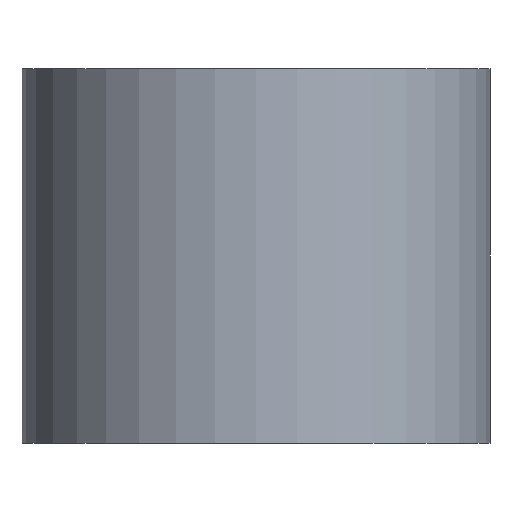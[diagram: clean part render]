
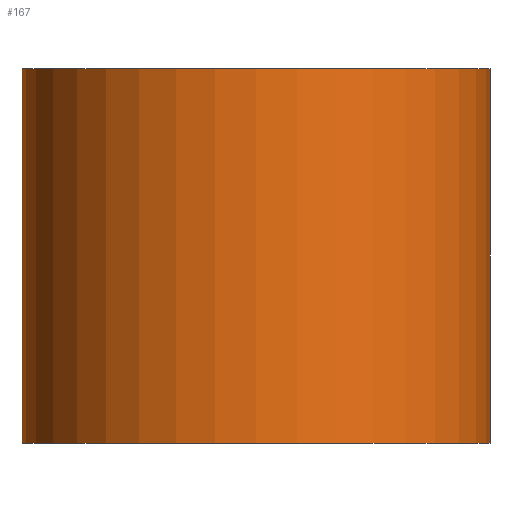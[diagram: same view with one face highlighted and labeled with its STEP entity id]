
A CAD part, front view. The second image highlights one B-rep face of the part: STEP entity #167.
In plain terms, the highlighted cylindrical face has radius 25 mm (diameter 50 mm), a partial arc.
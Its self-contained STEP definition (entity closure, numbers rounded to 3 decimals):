
#1 = DIRECTION ( 'NONE',  ( 0., 0., 1. ) ) ;
#19 = ORIENTED_EDGE ( 'NONE', *, *, #222, .F. ) ;
#27 = CARTESIAN_POINT ( 'NONE',  ( 25., 0., 40. ) ) ;
#28 = LINE ( 'NONE', #27, #212 ) ;
#39 = DIRECTION ( 'NONE',  ( 0., 0., 1. ) ) ;
#45 = AXIS2_PLACEMENT_3D ( 'NONE', #177, #39, #148 ) ;
#56 = CARTESIAN_POINT ( 'NONE',  ( 0., 0., 0. ) ) ;
#59 = CYLINDRICAL_SURFACE ( 'NONE', #45, 25. ) ;
#66 = DIRECTION ( 'NONE',  ( 1., 0., 0. ) ) ;
#69 = EDGE_CURVE ( 'NONE', #249, #141, #281, .T. ) ;
#72 = VERTEX_POINT ( 'NONE', #290 ) ;
#74 = FACE_OUTER_BOUND ( 'NONE', #125, .T. ) ;
#112 = DIRECTION ( 'NONE',  ( 0., 0., 1. ) ) ;
#120 = VERTEX_POINT ( 'NONE', #310 ) ;
#125 = EDGE_LOOP ( 'NONE', ( #19, #300, #139, #263 ) ) ;
#129 = LINE ( 'NONE', #327, #196 ) ;
#134 = AXIS2_PLACEMENT_3D ( 'NONE', #241, #233, #66 ) ;
#139 = ORIENTED_EDGE ( 'NONE', *, *, #248, .T. ) ;
#141 = VERTEX_POINT ( 'NONE', #308 ) ;
#148 = DIRECTION ( 'NONE',  ( 1., 0., 0. ) ) ;
#151 = CARTESIAN_POINT ( 'NONE',  ( -25., 0., 0. ) ) ;
#167 = ADVANCED_FACE ( 'NONE', ( #74 ), #59, .T. ) ;
#177 = CARTESIAN_POINT ( 'NONE',  ( 0., 0., 40. ) ) ;
#179 = AXIS2_PLACEMENT_3D ( 'NONE', #56, #112, #238 ) ;
#182 = DIRECTION ( 'NONE',  ( 0., 0., 1. ) ) ;
#196 = VECTOR ( 'NONE', #182, 1000. ) ;
#212 = VECTOR ( 'NONE', #1, 1000. ) ;
#222 = EDGE_CURVE ( 'NONE', #249, #72, #129, .T. ) ;
#233 = DIRECTION ( 'NONE',  ( 0., 0., 1. ) ) ;
#237 = CIRCLE ( 'NONE', #134, 25. ) ;
#238 = DIRECTION ( 'NONE',  ( 1., 0., 0. ) ) ;
#241 = CARTESIAN_POINT ( 'NONE',  ( 0., 0., 40. ) ) ;
#248 = EDGE_CURVE ( 'NONE', #141, #120, #28, .T. ) ;
#249 = VERTEX_POINT ( 'NONE', #151 ) ;
#263 = ORIENTED_EDGE ( 'NONE', *, *, #284, .F. ) ;
#281 = CIRCLE ( 'NONE', #179, 25. ) ;
#284 = EDGE_CURVE ( 'NONE', #72, #120, #237, .T. ) ;
#290 = CARTESIAN_POINT ( 'NONE',  ( -25., 0., 40. ) ) ;
#300 = ORIENTED_EDGE ( 'NONE', *, *, #69, .T. ) ;
#308 = CARTESIAN_POINT ( 'NONE',  ( 25., 0., 0. ) ) ;
#310 = CARTESIAN_POINT ( 'NONE',  ( 25., 0., 40. ) ) ;
#327 = CARTESIAN_POINT ( 'NONE',  ( -25., 0., 40. ) ) ;
